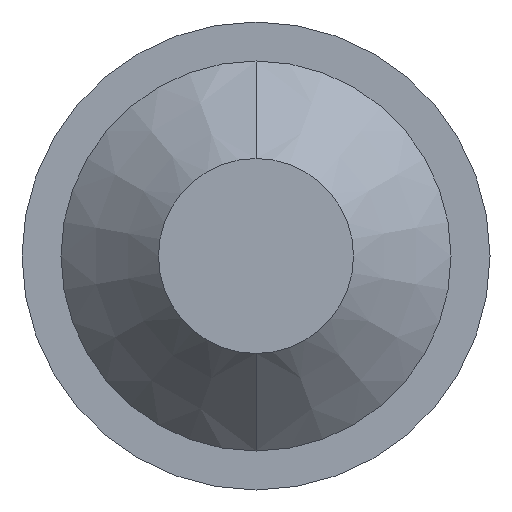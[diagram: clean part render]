
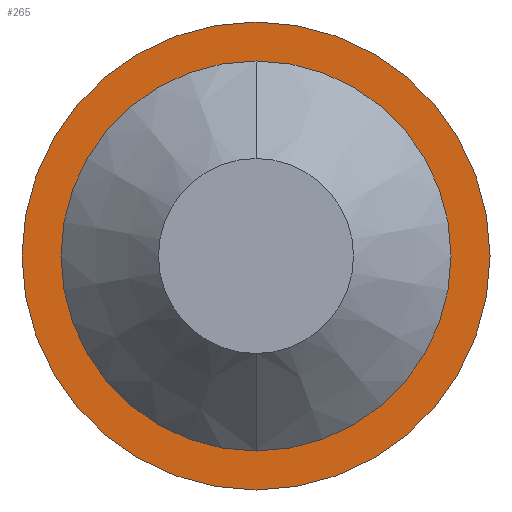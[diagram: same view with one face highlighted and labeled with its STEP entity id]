
A CAD part, front view. The second image highlights one B-rep face of the part: STEP entity #265.
In plain terms, the highlighted planar face has unit normal (0, -1, 0).
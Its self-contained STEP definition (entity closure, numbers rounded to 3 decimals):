
#16 = EDGE_CURVE ( 'NONE', #85, #161, #525, .T. ) ;
#21 = CARTESIAN_POINT ( 'NONE',  ( 0., 0., 1.2 ) ) ;
#31 = DIRECTION ( 'NONE',  ( 0., 0., 1. ) ) ;
#48 = CARTESIAN_POINT ( 'NONE',  ( 0., 0., 0. ) ) ;
#52 = CIRCLE ( 'NONE', #381, 1. ) ;
#60 = CARTESIAN_POINT ( 'NONE',  ( 0., 0., -1. ) ) ;
#85 = VERTEX_POINT ( 'NONE', #21 ) ;
#96 = CARTESIAN_POINT ( 'NONE',  ( 0., 0., 0. ) ) ;
#106 = ORIENTED_EDGE ( 'NONE', *, *, #354, .T. ) ;
#160 = PLANE ( 'NONE',  #180 ) ;
#161 = VERTEX_POINT ( 'NONE', #371 ) ;
#164 = DIRECTION ( 'NONE',  ( 0., 0., 1. ) ) ;
#167 = AXIS2_PLACEMENT_3D ( 'NONE', #48, #373, #363 ) ;
#171 = CARTESIAN_POINT ( 'NONE',  ( 0., 0., 1. ) ) ;
#180 = AXIS2_PLACEMENT_3D ( 'NONE', #562, #386, #164 ) ;
#191 = CIRCLE ( 'NONE', #167, 1. ) ;
#208 = AXIS2_PLACEMENT_3D ( 'NONE', #96, #453, #269 ) ;
#216 = ORIENTED_EDGE ( 'NONE', *, *, #16, .F. ) ;
#245 = EDGE_LOOP ( 'NONE', ( #106, #519 ) ) ;
#265 = ADVANCED_FACE ( 'NONE', ( #394, #384 ), #160, .F. ) ;
#269 = DIRECTION ( 'NONE',  ( 0., 0., 1. ) ) ;
#309 = CARTESIAN_POINT ( 'NONE',  ( 0., 0., 0. ) ) ;
#310 = AXIS2_PLACEMENT_3D ( 'NONE', #309, #490, #403 ) ;
#322 = VERTEX_POINT ( 'NONE', #171 ) ;
#349 = DIRECTION ( 'NONE',  ( 0., 1., 0. ) ) ;
#354 = EDGE_CURVE ( 'NONE', #322, #431, #52, .T. ) ;
#363 = DIRECTION ( 'NONE',  ( 0., 0., 1. ) ) ;
#371 = CARTESIAN_POINT ( 'NONE',  ( 0., 0., -1.2 ) ) ;
#373 = DIRECTION ( 'NONE',  ( 0., 1., 0. ) ) ;
#381 = AXIS2_PLACEMENT_3D ( 'NONE', #433, #349, #31 ) ;
#384 = FACE_OUTER_BOUND ( 'NONE', #559, .T. ) ;
#386 = DIRECTION ( 'NONE',  ( 0., 1., 0. ) ) ;
#394 = FACE_BOUND ( 'NONE', #245, .T. ) ;
#395 = ORIENTED_EDGE ( 'NONE', *, *, #517, .F. ) ;
#403 = DIRECTION ( 'NONE',  ( 0., 0., 1. ) ) ;
#431 = VERTEX_POINT ( 'NONE', #60 ) ;
#433 = CARTESIAN_POINT ( 'NONE',  ( 0., 0., 0. ) ) ;
#453 = DIRECTION ( 'NONE',  ( 0., 1., 0. ) ) ;
#490 = DIRECTION ( 'NONE',  ( 0., 1., 0. ) ) ;
#517 = EDGE_CURVE ( 'NONE', #161, #85, #580, .T. ) ;
#519 = ORIENTED_EDGE ( 'NONE', *, *, #530, .T. ) ;
#525 = CIRCLE ( 'NONE', #310, 1.2 ) ;
#530 = EDGE_CURVE ( 'NONE', #431, #322, #191, .T. ) ;
#559 = EDGE_LOOP ( 'NONE', ( #395, #216 ) ) ;
#562 = CARTESIAN_POINT ( 'NONE',  ( 0., 0., 0. ) ) ;
#580 = CIRCLE ( 'NONE', #208, 1.2 ) ;
